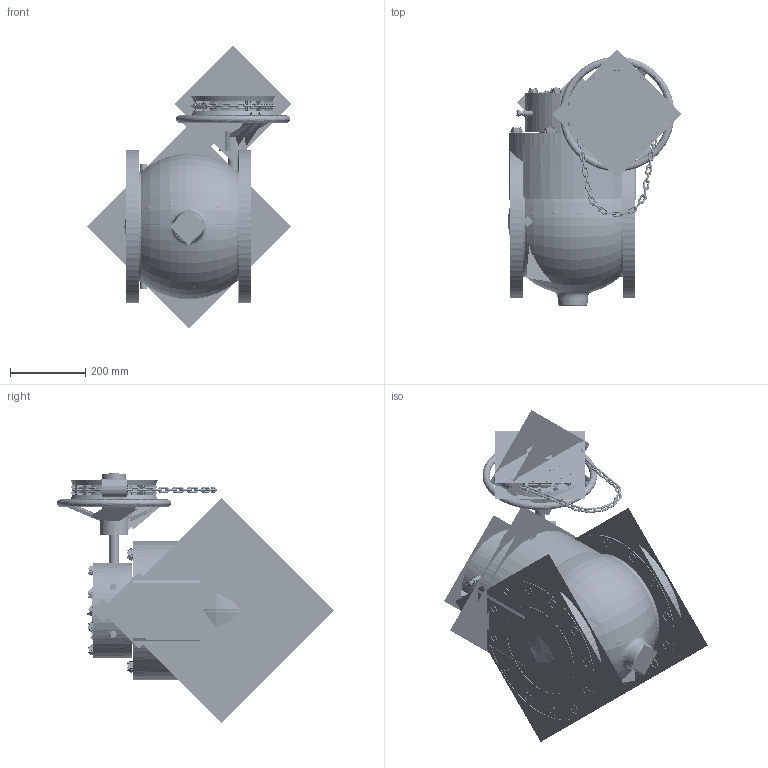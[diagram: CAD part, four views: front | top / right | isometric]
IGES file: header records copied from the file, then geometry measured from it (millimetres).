
Start section:  PTC IGES file: plug_flxfl-10in-chainwheel_asm.igs
Global section: file name: plug_flxfl-10in-chainwheel_asm.igs; native system: Creo Parametric by Parametric Technology Corporation; preprocessor: 2013050; author: HAPPY; organization: Unknown; date: 20170128.152328; units: inch
Bounding box: 559.09 x 755.3 x 781.67 mm (x, y, z)
Volume: 29221219.6 mm3; surface area: 14326593.1 mm2
Topology: 97 solids, 97 shells, 4896 faces, 24443 edges, 30840 vertices
Faces by surface type: revolution 2852, bspline 1938, extrusion 106
